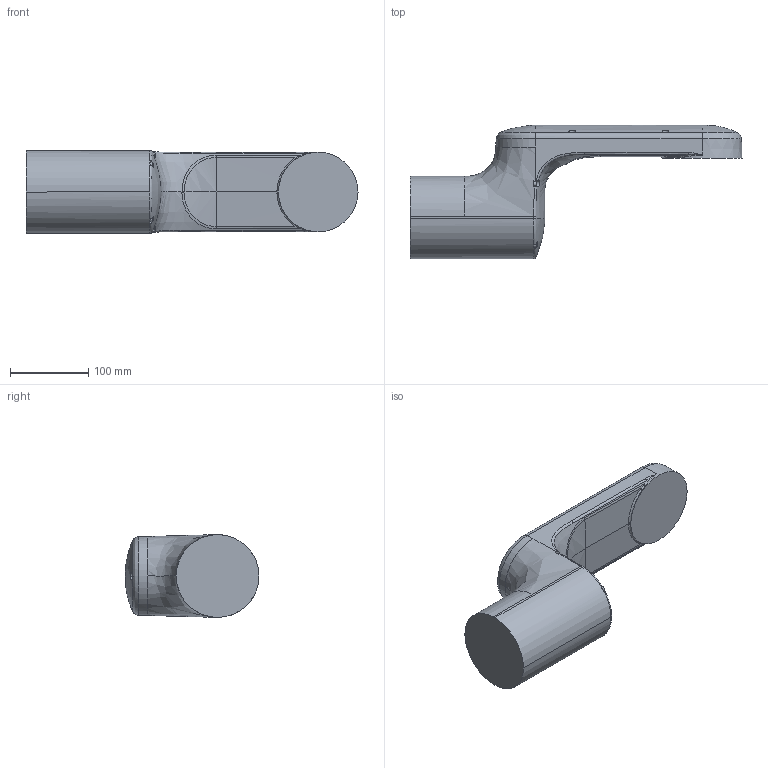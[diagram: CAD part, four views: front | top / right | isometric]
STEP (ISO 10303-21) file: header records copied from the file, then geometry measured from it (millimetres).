
FILE_DESCRIPTION (( 'STEP AP214' ), '1' );
FILE_NAME ('CRB15000_5kg-950_OmniCore_rev00_LINK4_CAD.step', '2021-01-29T06:10:40', ( '' ), ( '' ), 'SwSTEP 2.0', 'SolidWorks 2018', '' );
FILE_SCHEMA (( 'AUTOMOTIVE_DESIGN' ));
Length unit declared in the file: millimetre
Products named in the file (1): CRB15000_5kg-950_OmniCore_rev00_LINK4_CAD
Bounding box: 423.78 x 170.9 x 105.6 mm (x, y, z)
Volume: 2778391.4 mm3; surface area: 151386.1 mm2
Topology: 1 solids, 1 shells, 480 faces, 1233 edges, 811 vertices
Faces by surface type: plane 227, bspline 154, cylinder 82, cone 17
Entity records: 29459 total; most frequent: CARTESIAN_POINT 18707, ORIENTED_EDGE 2462, DIRECTION 1564, EDGE_CURVE 1231, VERTEX_POINT 811, LINE 552, VECTOR 552, EDGE_LOOP 538
